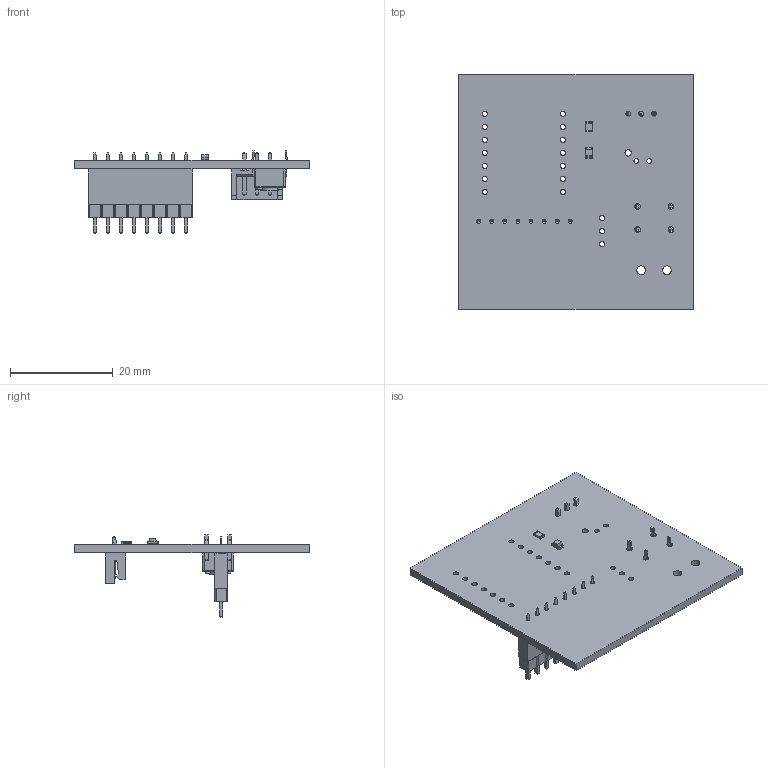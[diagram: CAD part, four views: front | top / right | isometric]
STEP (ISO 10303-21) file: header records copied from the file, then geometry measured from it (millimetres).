
FILE_DESCRIPTION(('KiCad electronic assembly'),'2;1');
FILE_NAME('final_project_sensor_pcb_2.step','2024-02-07T16:33:03',( 'Pcbnew'),('Kicad'),'Open CASCADE STEP processor 7.7', 'KiCad to STEP converter','Unknown');
FILE_SCHEMA(('AUTOMOTIVE_DESIGN { 1 0 10303 214 1 1 1 1 }'));
Length unit declared in the file: millimetre
Products named in the file (14): final_project_sensor_pcb_2 1; R_0805_2012Metric; LED_0805_2012Metric; SW_PUSH_6mm; JST_EH_B3B-EH-A_1x03_P2.50mm_Vertical; JST_B3B_EH_A; PinHeader_1x08_P2.54mm_Vertical; PinHeader_1x08_P254mm_Vertical; PinSocket_1x08_P2.54mm_Vertical; PinSocket_1x08_P254mm_Vertical; final_project_sensor_pcb_2 PCB
Assembly tree (13 placements, depth 3):
  final_project_sensor_pcb_2 1
    R_0805_2012Metric
      R_0805_2012Metric
    LED_0805_2012Metric
      LED_0805_2012Metric
    SW_PUSH_6mm
      SW_PUSH_6mm
    JST_EH_B3B-EH-A_1x03_P2.50mm_Vertical
      JST_B3B_EH_A
    PinHeader_1x08_P2.54mm_Vertical
      PinHeader_1x08_P254mm_Vertical
    PinSocket_1x08_P2.54mm_Vertical
      PinSocket_1x08_P254mm_Vertical
    final_project_sensor_pcb_2 PCB
Bounding box: 45.72 x 45.72 x 16 mm (x, y, z)
Volume: 4034.6 mm3; surface area: 6156.8 mm2
Topology: 7 solids, 7 shells, 782 faces, 2007 edges, 1291 vertices
Faces by surface type: plane 687, cylinder 94, torus 1
Full cylindrical faces by diameter (mm): 0.762 x8, 0.95 x5, 1 x4, 1.016 x14, 1.04 x3, 1.1 x4, 1.25 x1, 1.7 x2, 3.5 x1
Entity records: 55283 total; most frequent: CARTESIAN_POINT 8882, DIRECTION 7673, LINE 5654, VECTOR 5654, ORIENTED_EDGE 4014, PCURVE 4014, DEFINITIONAL_REPRESENTATION 4014, EDGE_CURVE 2007
